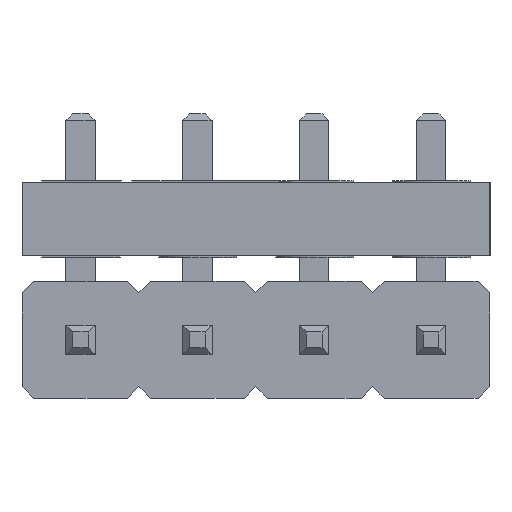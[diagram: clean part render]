
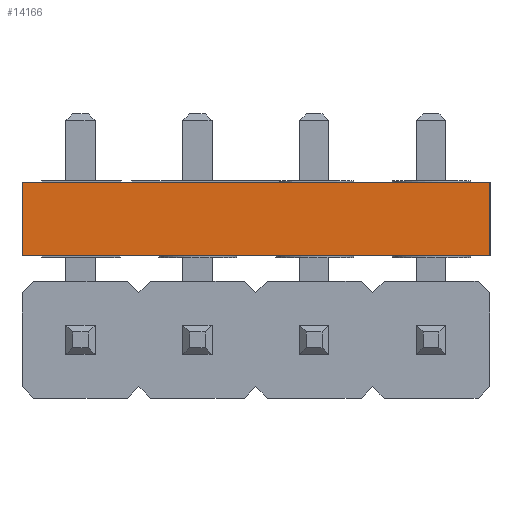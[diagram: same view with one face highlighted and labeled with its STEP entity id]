
A CAD part, left-side view. The second image highlights one B-rep face of the part: STEP entity #14166.
In plain terms, the highlighted planar face has unit normal (-1, 0, 0).
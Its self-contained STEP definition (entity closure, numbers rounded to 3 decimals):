
#13926 = PLANE('',#13927);
#13927 = AXIS2_PLACEMENT_3D('',#13928,#13929,#13930);
#13928 = CARTESIAN_POINT('',(161.925,-111.125,0.));
#13929 = DIRECTION('',(0.,1.,0.));
#13930 = DIRECTION('',(1.,0.,0.));
#13954 = PLANE('',#13955);
#13955 = AXIS2_PLACEMENT_3D('',#13956,#13957,#13958);
#13956 = CARTESIAN_POINT('',(174.625,-111.125,1.6));
#13957 = DIRECTION('',(0.,0.,-1.));
#13958 = DIRECTION('',(-1.,0.,-0.));
#13982 = PLANE('',#13983);
#13983 = AXIS2_PLACEMENT_3D('',#13984,#13985,#13986);
#13984 = CARTESIAN_POINT('',(174.625,-100.965,0.));
#13985 = DIRECTION('',(0.,-1.,0.));
#13986 = DIRECTION('',(-1.,0.,0.));
#14008 = PLANE('',#14009);
#14009 = AXIS2_PLACEMENT_3D('',#14010,#14011,#14012);
#14010 = CARTESIAN_POINT('',(174.625,-111.125,0.));
#14011 = DIRECTION('',(0.,0.,-1.));
#14012 = DIRECTION('',(-1.,0.,-0.));
#14023 = EDGE_CURVE('',#14024,#14026,#14028,.T.);
#14024 = VERTEX_POINT('',#14025);
#14025 = CARTESIAN_POINT('',(161.925,-111.125,0.));
#14026 = VERTEX_POINT('',#14027);
#14027 = CARTESIAN_POINT('',(161.925,-111.125,1.6));
#14028 = SURFACE_CURVE('',#14029,(#14033,#14040),.PCURVE_S1.);
#14029 = LINE('',#14030,#14031);
#14030 = CARTESIAN_POINT('',(161.925,-111.125,0.));
#14031 = VECTOR('',#14032,1.);
#14032 = DIRECTION('',(0.,0.,1.));
#14033 = PCURVE('',#13926,#14034);
#14034 = DEFINITIONAL_REPRESENTATION('',(#14035),#14039);
#14035 = LINE('',#14036,#14037);
#14036 = CARTESIAN_POINT('',(0.,0.));
#14037 = VECTOR('',#14038,1.);
#14038 = DIRECTION('',(0.,-1.));
#14039 = ( GEOMETRIC_REPRESENTATION_CONTEXT(2) 
PARAMETRIC_REPRESENTATION_CONTEXT() REPRESENTATION_CONTEXT('2D SPACE',''
  ) );
#14040 = PCURVE('',#14041,#14046);
#14041 = PLANE('',#14042);
#14042 = AXIS2_PLACEMENT_3D('',#14043,#14044,#14045);
#14043 = CARTESIAN_POINT('',(161.925,-100.965,0.));
#14044 = DIRECTION('',(1.,0.,-0.));
#14045 = DIRECTION('',(0.,-1.,0.));
#14046 = DEFINITIONAL_REPRESENTATION('',(#14047),#14051);
#14047 = LINE('',#14048,#14049);
#14048 = CARTESIAN_POINT('',(10.16,0.));
#14049 = VECTOR('',#14050,1.);
#14050 = DIRECTION('',(0.,-1.));
#14051 = ( GEOMETRIC_REPRESENTATION_CONTEXT(2) 
PARAMETRIC_REPRESENTATION_CONTEXT() REPRESENTATION_CONTEXT('2D SPACE',''
  ) );
#14101 = VERTEX_POINT('',#14102);
#14102 = CARTESIAN_POINT('',(161.925,-100.965,1.6));
#14123 = EDGE_CURVE('',#14124,#14101,#14126,.T.);
#14124 = VERTEX_POINT('',#14125);
#14125 = CARTESIAN_POINT('',(161.925,-100.965,0.));
#14126 = SURFACE_CURVE('',#14127,(#14131,#14138),.PCURVE_S1.);
#14127 = LINE('',#14128,#14129);
#14128 = CARTESIAN_POINT('',(161.925,-100.965,0.));
#14129 = VECTOR('',#14130,1.);
#14130 = DIRECTION('',(0.,0.,1.));
#14131 = PCURVE('',#13982,#14132);
#14132 = DEFINITIONAL_REPRESENTATION('',(#14133),#14137);
#14133 = LINE('',#14134,#14135);
#14134 = CARTESIAN_POINT('',(12.7,0.));
#14135 = VECTOR('',#14136,1.);
#14136 = DIRECTION('',(0.,-1.));
#14137 = ( GEOMETRIC_REPRESENTATION_CONTEXT(2) 
PARAMETRIC_REPRESENTATION_CONTEXT() REPRESENTATION_CONTEXT('2D SPACE',''
  ) );
#14138 = PCURVE('',#14041,#14139);
#14139 = DEFINITIONAL_REPRESENTATION('',(#14140),#14144);
#14140 = LINE('',#14141,#14142);
#14141 = CARTESIAN_POINT('',(0.,0.));
#14142 = VECTOR('',#14143,1.);
#14143 = DIRECTION('',(0.,-1.));
#14144 = ( GEOMETRIC_REPRESENTATION_CONTEXT(2) 
PARAMETRIC_REPRESENTATION_CONTEXT() REPRESENTATION_CONTEXT('2D SPACE',''
  ) );
#14166 = ADVANCED_FACE('',(#14167),#14041,.F.);
#14167 = FACE_BOUND('',#14168,.F.);
#14168 = EDGE_LOOP('',(#14169,#14170,#14191,#14192));
#14169 = ORIENTED_EDGE('',*,*,#14123,.T.);
#14170 = ORIENTED_EDGE('',*,*,#14171,.T.);
#14171 = EDGE_CURVE('',#14101,#14026,#14172,.T.);
#14172 = SURFACE_CURVE('',#14173,(#14177,#14184),.PCURVE_S1.);
#14173 = LINE('',#14174,#14175);
#14174 = CARTESIAN_POINT('',(161.925,-100.965,1.6));
#14175 = VECTOR('',#14176,1.);
#14176 = DIRECTION('',(0.,-1.,0.));
#14177 = PCURVE('',#14041,#14178);
#14178 = DEFINITIONAL_REPRESENTATION('',(#14179),#14183);
#14179 = LINE('',#14180,#14181);
#14180 = CARTESIAN_POINT('',(0.,-1.6));
#14181 = VECTOR('',#14182,1.);
#14182 = DIRECTION('',(1.,0.));
#14183 = ( GEOMETRIC_REPRESENTATION_CONTEXT(2) 
PARAMETRIC_REPRESENTATION_CONTEXT() REPRESENTATION_CONTEXT('2D SPACE',''
  ) );
#14184 = PCURVE('',#13954,#14185);
#14185 = DEFINITIONAL_REPRESENTATION('',(#14186),#14190);
#14186 = LINE('',#14187,#14188);
#14187 = CARTESIAN_POINT('',(12.7,10.16));
#14188 = VECTOR('',#14189,1.);
#14189 = DIRECTION('',(-0.,-1.));
#14190 = ( GEOMETRIC_REPRESENTATION_CONTEXT(2) 
PARAMETRIC_REPRESENTATION_CONTEXT() REPRESENTATION_CONTEXT('2D SPACE',''
  ) );
#14191 = ORIENTED_EDGE('',*,*,#14023,.F.);
#14192 = ORIENTED_EDGE('',*,*,#14193,.F.);
#14193 = EDGE_CURVE('',#14124,#14024,#14194,.T.);
#14194 = SURFACE_CURVE('',#14195,(#14199,#14206),.PCURVE_S1.);
#14195 = LINE('',#14196,#14197);
#14196 = CARTESIAN_POINT('',(161.925,-100.965,0.));
#14197 = VECTOR('',#14198,1.);
#14198 = DIRECTION('',(0.,-1.,0.));
#14199 = PCURVE('',#14041,#14200);
#14200 = DEFINITIONAL_REPRESENTATION('',(#14201),#14205);
#14201 = LINE('',#14202,#14203);
#14202 = CARTESIAN_POINT('',(0.,0.));
#14203 = VECTOR('',#14204,1.);
#14204 = DIRECTION('',(1.,0.));
#14205 = ( GEOMETRIC_REPRESENTATION_CONTEXT(2) 
PARAMETRIC_REPRESENTATION_CONTEXT() REPRESENTATION_CONTEXT('2D SPACE',''
  ) );
#14206 = PCURVE('',#14008,#14207);
#14207 = DEFINITIONAL_REPRESENTATION('',(#14208),#14212);
#14208 = LINE('',#14209,#14210);
#14209 = CARTESIAN_POINT('',(12.7,10.16));
#14210 = VECTOR('',#14211,1.);
#14211 = DIRECTION('',(-0.,-1.));
#14212 = ( GEOMETRIC_REPRESENTATION_CONTEXT(2) 
PARAMETRIC_REPRESENTATION_CONTEXT() REPRESENTATION_CONTEXT('2D SPACE',''
  ) );
